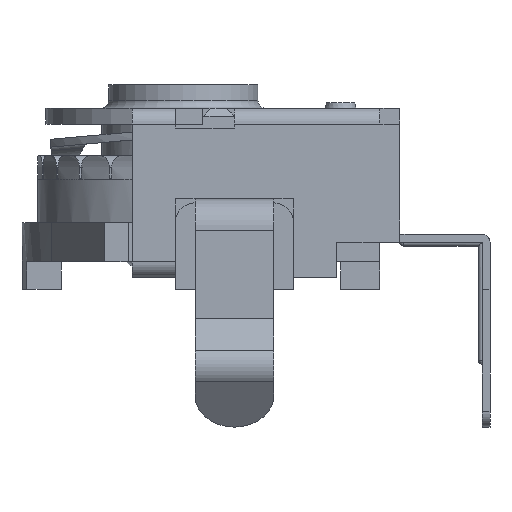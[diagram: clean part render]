
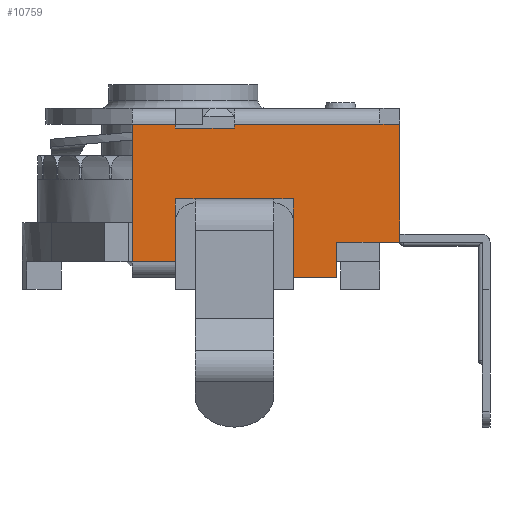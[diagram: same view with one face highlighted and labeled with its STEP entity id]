
A CAD part, front view. The second image highlights one B-rep face of the part: STEP entity #10759.
In plain terms, the highlighted face is planar.
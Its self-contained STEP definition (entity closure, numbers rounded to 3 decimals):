
#1266=FACE_OUTER_BOUND('',#1837,.T.);
#1837=EDGE_LOOP('',(#9485,#9486,#9487,#9488,#9489,#9490,#9491,#9492,#9493,
#9494,#9495,#9496,#9497,#9498,#9499,#9500,#9501));
#2661=LINE('',#18736,#3763);
#2906=LINE('',#19236,#4008);
#2907=LINE('',#19239,#4009);
#2908=LINE('',#19240,#4010);
#2909=LINE('',#19242,#4011);
#2910=LINE('',#19244,#4012);
#2911=LINE('',#19246,#4013);
#2912=LINE('',#19248,#4014);
#2913=LINE('',#19250,#4015);
#2914=LINE('',#19252,#4016);
#2915=LINE('',#19254,#4017);
#2916=LINE('',#19256,#4018);
#2917=LINE('',#19258,#4019);
#2918=LINE('',#19260,#4020);
#2919=LINE('',#19262,#4021);
#2920=LINE('',#19264,#4022);
#2921=LINE('',#19265,#4023);
#3763=VECTOR('',#13728,10.);
#4008=VECTOR('',#14151,10.);
#4009=VECTOR('',#14154,10.);
#4010=VECTOR('',#14155,10.);
#4011=VECTOR('',#14156,10.);
#4012=VECTOR('',#14157,10.);
#4013=VECTOR('',#14158,10.);
#4014=VECTOR('',#14159,10.);
#4015=VECTOR('',#14160,10.);
#4016=VECTOR('',#14161,10.);
#4017=VECTOR('',#14162,10.);
#4018=VECTOR('',#14163,10.);
#4019=VECTOR('',#14164,10.);
#4020=VECTOR('',#14165,10.);
#4021=VECTOR('',#14166,10.);
#4022=VECTOR('',#14167,10.);
#4023=VECTOR('',#14168,10.);
#4879=VERTEX_POINT('',#18657);
#4904=VERTEX_POINT('',#18731);
#5067=VERTEX_POINT('',#19229);
#5070=VERTEX_POINT('',#19234);
#5071=VERTEX_POINT('',#19238);
#5072=VERTEX_POINT('',#19241);
#5073=VERTEX_POINT('',#19243);
#5074=VERTEX_POINT('',#19245);
#5075=VERTEX_POINT('',#19247);
#5076=VERTEX_POINT('',#19249);
#5077=VERTEX_POINT('',#19251);
#5078=VERTEX_POINT('',#19253);
#5079=VERTEX_POINT('',#19255);
#5080=VERTEX_POINT('',#19257);
#5081=VERTEX_POINT('',#19259);
#5082=VERTEX_POINT('',#19261);
#5083=VERTEX_POINT('',#19263);
#6349=EDGE_CURVE('',#4904,#4879,#2661,.T.);
#6596=EDGE_CURVE('',#5070,#5067,#2906,.T.);
#6597=EDGE_CURVE('',#5071,#5070,#2907,.T.);
#6598=EDGE_CURVE('',#4904,#5071,#2908,.T.);
#6599=EDGE_CURVE('',#5072,#4879,#2909,.T.);
#6600=EDGE_CURVE('',#5072,#5073,#2910,.T.);
#6601=EDGE_CURVE('',#5074,#5073,#2911,.T.);
#6602=EDGE_CURVE('',#5075,#5074,#2912,.T.);
#6603=EDGE_CURVE('',#5076,#5075,#2913,.T.);
#6604=EDGE_CURVE('',#5076,#5077,#2914,.T.);
#6605=EDGE_CURVE('',#5077,#5078,#2915,.T.);
#6606=EDGE_CURVE('',#5079,#5078,#2916,.T.);
#6607=EDGE_CURVE('',#5079,#5080,#2917,.T.);
#6608=EDGE_CURVE('',#5080,#5081,#2918,.T.);
#6609=EDGE_CURVE('',#5081,#5082,#2919,.T.);
#6610=EDGE_CURVE('',#5083,#5082,#2920,.T.);
#6611=EDGE_CURVE('',#5083,#5067,#2921,.T.);
#9485=ORIENTED_EDGE('',*,*,#6596,.F.);
#9486=ORIENTED_EDGE('',*,*,#6597,.F.);
#9487=ORIENTED_EDGE('',*,*,#6598,.F.);
#9488=ORIENTED_EDGE('',*,*,#6349,.T.);
#9489=ORIENTED_EDGE('',*,*,#6599,.F.);
#9490=ORIENTED_EDGE('',*,*,#6600,.T.);
#9491=ORIENTED_EDGE('',*,*,#6601,.F.);
#9492=ORIENTED_EDGE('',*,*,#6602,.F.);
#9493=ORIENTED_EDGE('',*,*,#6603,.F.);
#9494=ORIENTED_EDGE('',*,*,#6604,.T.);
#9495=ORIENTED_EDGE('',*,*,#6605,.T.);
#9496=ORIENTED_EDGE('',*,*,#6606,.F.);
#9497=ORIENTED_EDGE('',*,*,#6607,.T.);
#9498=ORIENTED_EDGE('',*,*,#6608,.T.);
#9499=ORIENTED_EDGE('',*,*,#6609,.T.);
#9500=ORIENTED_EDGE('',*,*,#6610,.F.);
#9501=ORIENTED_EDGE('',*,*,#6611,.T.);
#10232=PLANE('',#11656);
#10759=ADVANCED_FACE('',(#1266),#10232,.T.);
#11656=AXIS2_PLACEMENT_3D('',#19237,#14152,#14153);
#13728=DIRECTION('',(1.,0.,0.));
#14151=DIRECTION('',(-1.,0.,0.));
#14152=DIRECTION('center_axis',(0.,0.,1.));
#14153=DIRECTION('ref_axis',(1.,0.,0.));
#14154=DIRECTION('',(0.,-1.,0.));
#14155=DIRECTION('',(-1.,0.,0.));
#14156=DIRECTION('',(-1.,0.,0.));
#14157=DIRECTION('',(0.,-1.,0.));
#14158=DIRECTION('',(-1.,0.,0.));
#14159=DIRECTION('',(0.,-1.,0.));
#14160=DIRECTION('',(-1.,0.,0.));
#14161=DIRECTION('',(0.,1.,0.));
#14162=DIRECTION('',(-1.,0.,0.));
#14163=DIRECTION('',(1.,0.,0.));
#14164=DIRECTION('',(0.,-1.,0.));
#14165=DIRECTION('',(-1.,0.,0.));
#14166=DIRECTION('',(0.,1.,0.));
#14167=DIRECTION('',(1.,0.,0.));
#14168=DIRECTION('',(0.,-1.,0.));
#18657=CARTESIAN_POINT('',(2.3,-1.9,4.85));
#18731=CARTESIAN_POINT('',(0.3,-1.9,4.85));
#18736=CARTESIAN_POINT('',(0.5,-1.9,4.85));
#19229=CARTESIAN_POINT('',(-1.3,-3.5,4.85));
#19234=CARTESIAN_POINT('',(-0.2,-3.5,4.85));
#19236=CARTESIAN_POINT('',(-1.025,-3.5,4.85));
#19237=CARTESIAN_POINT('Origin',(-1.3,0.,4.85));
#19238=CARTESIAN_POINT('',(-0.2,-1.9,4.85));
#19239=CARTESIAN_POINT('',(-0.2,-1.9,4.85));
#19240=CARTESIAN_POINT('',(-1.3,-1.9,4.85));
#19241=CARTESIAN_POINT('',(2.8,-1.9,4.85));
#19242=CARTESIAN_POINT('',(-1.3,-1.9,4.85));
#19243=CARTESIAN_POINT('',(2.8,-3.9,4.85));
#19244=CARTESIAN_POINT('',(2.8,-1.9,4.85));
#19245=CARTESIAN_POINT('',(3.9,-3.9,4.85));
#19246=CARTESIAN_POINT('',(3.9,-3.9,4.85));
#19247=CARTESIAN_POINT('',(3.9,-3.,4.85));
#19248=CARTESIAN_POINT('',(3.9,-3.,4.85));
#19249=CARTESIAN_POINT('',(5.5,-3.,4.85));
#19250=CARTESIAN_POINT('',(5.5,-3.,4.85));
#19251=CARTESIAN_POINT('',(5.5,0.,4.85));
#19252=CARTESIAN_POINT('',(5.5,0.,4.85));
#19253=CARTESIAN_POINT('',(5.,0.,4.85));
#19254=CARTESIAN_POINT('',(1.975,0.,4.85));
#19255=CARTESIAN_POINT('',(1.3,0.,4.85));
#19256=CARTESIAN_POINT('',(0.277,0.,4.85));
#19257=CARTESIAN_POINT('',(1.3,-0.1,4.85));
#19258=CARTESIAN_POINT('',(1.3,0.2,4.85));
#19259=CARTESIAN_POINT('',(-0.2,-0.1,4.85));
#19260=CARTESIAN_POINT('',(-0.336,-0.1,4.85));
#19261=CARTESIAN_POINT('',(-0.2,0.,4.85));
#19262=CARTESIAN_POINT('',(-0.2,0.2,4.85));
#19263=CARTESIAN_POINT('',(-1.3,0.,4.85));
#19264=CARTESIAN_POINT('',(0.277,0.,4.85));
#19265=CARTESIAN_POINT('',(-1.3,0.,4.85));
